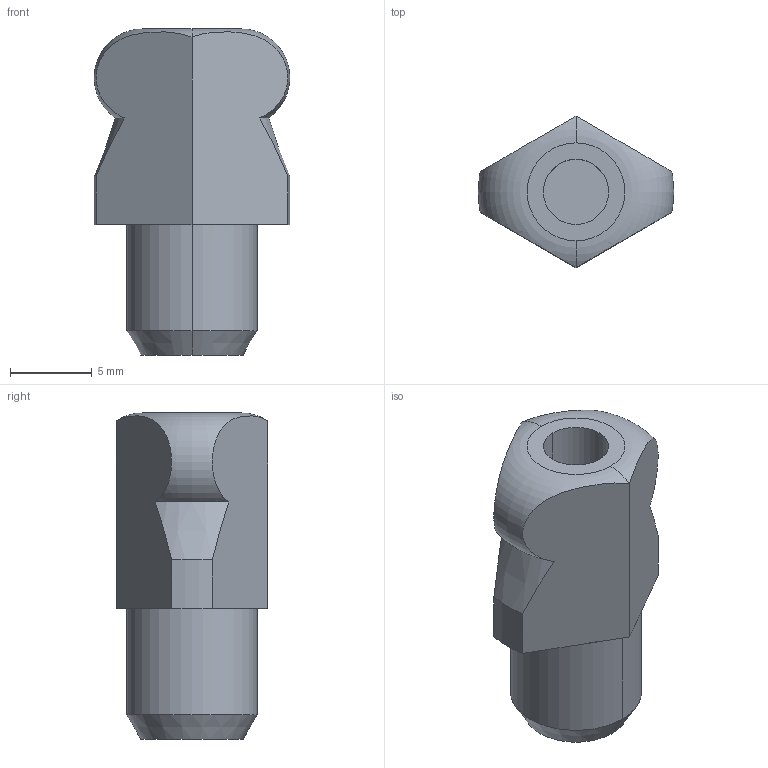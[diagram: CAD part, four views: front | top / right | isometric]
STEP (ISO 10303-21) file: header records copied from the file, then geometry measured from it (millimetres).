
FILE_DESCRIPTION (( 'STEP AP203' ), '1' );
FILE_NAME ('bj793-12001.STEP', '2021-10-25T00:28:57', ( '' ), ( '' ), 'SwSTEP 2.0', 'SolidWorks 2020', '' );
FILE_SCHEMA (( 'CONFIG_CONTROL_DESIGN' ));
Length unit declared in the file: millimetre
Products named in the file (1): bj793-12001
Bounding box: 12 x 9.28 x 20 mm (x, y, z)
Volume: 1085.7 mm3; surface area: 784.9 mm2
Topology: 1 solids, 1 shells, 20 faces, 44 edges, 28 vertices
Faces by surface type: plane 8, cylinder 6, cone 4, torus 2
Entity records: 761 total; most frequent: CARTESIAN_POINT 237, DIRECTION 98, ORIENTED_EDGE 88, EDGE_CURVE 44, AXIS2_PLACEMENT_3D 41, VERTEX_POINT 28, EDGE_LOOP 22, ADVANCED_FACE 20
